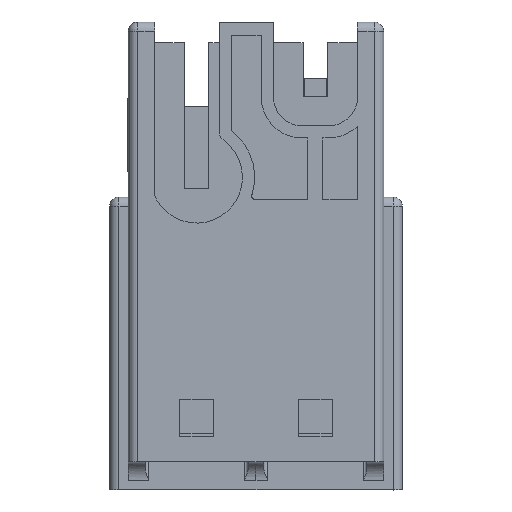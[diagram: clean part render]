
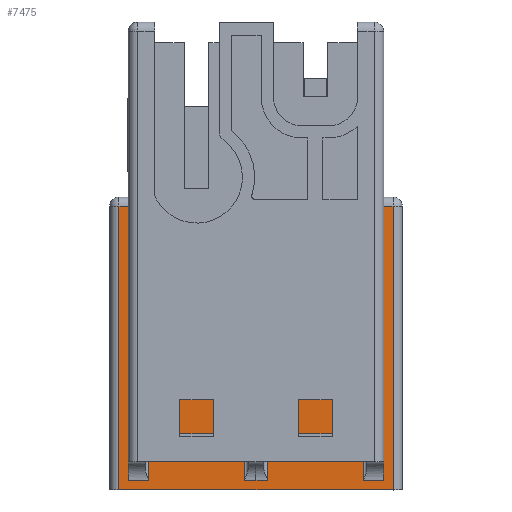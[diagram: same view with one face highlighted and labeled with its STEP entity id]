
A CAD part, top view. The second image highlights one B-rep face of the part: STEP entity #7475.
In plain terms, the highlighted planar face has unit normal (0, 0, 1).
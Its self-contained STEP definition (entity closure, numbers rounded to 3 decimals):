
#7475=ADVANCED_FACE('',(#18786),#18787,.T.);
#8445=VERTEX_POINT('',#20177);
#8449=VERTEX_POINT('',#20182);
#8451=EDGE_CURVE('',#8449,#8445,#20184,.T.);
#8479=VERTEX_POINT('',#20216);
#8481=EDGE_CURVE('',#8479,#8449,#20218,.T.);
#8613=VERTEX_POINT('',#20366);
#8617=VERTEX_POINT('',#20370);
#8619=EDGE_CURVE('',#8617,#8613,#20372,.T.);
#8645=VERTEX_POINT('',#20402);
#8649=VERTEX_POINT('',#20407);
#8651=EDGE_CURVE('',#8645,#8649,#20409,.T.);
#9071=VERTEX_POINT('',#20885);
#9073=EDGE_CURVE('',#9071,#8617,#20887,.T.);
#9169=VERTEX_POINT('',#21001);
#9173=VERTEX_POINT('',#21005);
#9175=EDGE_CURVE('',#9173,#9169,#21007,.T.);
#9179=VERTEX_POINT('',#21012);
#9183=EDGE_CURVE('',#9169,#9179,#21017,.T.);
#9969=VERTEX_POINT('',#21854);
#9973=VERTEX_POINT('',#21858);
#9975=EDGE_CURVE('',#9973,#9969,#21860,.T.);
#10015=VERTEX_POINT('',#21900);
#10019=EDGE_CURVE('',#10015,#9179,#21904,.T.);
#10145=VERTEX_POINT('',#22030);
#10147=EDGE_CURVE('',#10145,#9173,#22032,.T.);
#10295=EDGE_CURVE('',#9071,#10015,#22180,.T.);
#10433=EDGE_CURVE('',#9969,#10145,#22318,.T.);
#10467=EDGE_CURVE('',#9973,#8645,#22352,.T.);
#12025=VERTEX_POINT('',#23910);
#12029=EDGE_CURVE('',#12025,#8445,#23914,.T.);
#12211=EDGE_CURVE('',#12025,#8649,#24096,.T.);
#12649=VERTEX_POINT('',#24534);
#12651=EDGE_CURVE('',#8479,#12649,#24536,.T.);
#12735=EDGE_CURVE('',#12649,#8613,#24620,.T.);
#18786=FACE_OUTER_BOUND('',#33797,.T.);
#18787=PLANE('',#33798);
#20177=CARTESIAN_POINT('',(0.5,0.5,7.3));
#20182=CARTESIAN_POINT('',(1.6,0.5,7.3));
#20184=LINE('',#36567,#36568);
#20216=CARTESIAN_POINT('',(1.6,9.65,7.3));
#20218=LINE('',#36708,#36709);
#20366=CARTESIAN_POINT('',(6.7,0.5,7.3));
#20370=CARTESIAN_POINT('',(7.325,0.5,7.3));
#20372=LINE('',#37011,#37012);
#20402=CARTESIAN_POINT('',(0.,0.,7.3));
#20407=CARTESIAN_POINT('',(0.,15.15,7.3));
#20409=LINE('',#37074,#37075);
#20885=CARTESIAN_POINT('',(7.95,0.5,7.3));
#20887=LINE('',#37908,#37909);
#21001=CARTESIAN_POINT('',(13.05,0.5,7.3));
#21005=CARTESIAN_POINT('',(14.15,0.5,7.3));
#21007=LINE('',#38214,#38215);
#21012=CARTESIAN_POINT('',(13.05,9.65,7.3));
#21017=LINE('',#38228,#38229);
#21854=CARTESIAN_POINT('',(14.65,15.15,7.3));
#21858=CARTESIAN_POINT('',(14.65,0.,7.3));
#21860=LINE('',#39732,#39733);
#21900=CARTESIAN_POINT('',(7.95,9.65,7.3));
#21904=LINE('',#39798,#39799);
#22030=CARTESIAN_POINT('',(14.15,15.15,7.3));
#22032=LINE('',#40002,#40003);
#22180=LINE('',#40310,#40311);
#22318=LINE('',#40560,#40561);
#22352=LINE('',#40618,#40619);
#23910=CARTESIAN_POINT('',(0.5,15.15,7.3));
#23914=LINE('',#43102,#43103);
#24096=LINE('',#43420,#43421);
#24534=CARTESIAN_POINT('',(6.7,9.65,7.3));
#24536=LINE('',#44483,#44484);
#24620=LINE('',#44611,#44612);
#33797=EDGE_LOOP('',(#56063,#56064,#56065,#56066,#56067,#56068,#56069,#56070,#56071,#56072,#56073,#56074,#56075,#56076,#56077,#56078,#56079));
#33798=AXIS2_PLACEMENT_3D('',#56080,#56081,#56082);
#36567=CARTESIAN_POINT('',(1.6,0.5,7.3));
#36568=VECTOR('',#59882,1.0);
#36708=CARTESIAN_POINT('',(1.6,9.65,7.3));
#36709=VECTOR('',#59887,1.0);
#37011=CARTESIAN_POINT('',(7.325,0.5,7.3));
#37012=VECTOR('',#59966,1.0);
#37074=CARTESIAN_POINT('',(0.,0.,7.3));
#37075=VECTOR('',#59982,1.0);
#37908=CARTESIAN_POINT('',(7.95,0.5,7.3));
#37909=VECTOR('',#60232,1.0);
#38214=CARTESIAN_POINT('',(14.15,0.5,7.3));
#38215=VECTOR('',#60294,1.0);
#38228=CARTESIAN_POINT('',(13.05,0.5,7.3));
#38229=VECTOR('',#60301,1.0);
#39732=CARTESIAN_POINT('',(14.65,0.,7.3));
#39733=VECTOR('',#60699,1.0);
#39798=CARTESIAN_POINT('',(7.95,9.65,7.3));
#39799=VECTOR('',#60725,1.0);
#40002=CARTESIAN_POINT('',(14.15,15.15,7.3));
#40003=VECTOR('',#60783,1.0);
#40310=CARTESIAN_POINT('',(7.95,0.5,7.3));
#40311=VECTOR('',#60862,1.0);
#40560=CARTESIAN_POINT('',(14.65,15.15,7.3));
#40561=VECTOR('',#60945,1.0);
#40618=CARTESIAN_POINT('',(7.325,0.,7.3));
#40619=VECTOR('',#60972,1.0);
#43102=CARTESIAN_POINT('',(0.5,15.15,7.3));
#43103=VECTOR('',#61539,1.0);
#43420=CARTESIAN_POINT('',(0.5,15.15,7.3));
#43421=VECTOR('',#61607,1.0);
#44483=CARTESIAN_POINT('',(1.6,9.65,7.3));
#44484=VECTOR('',#61710,1.0);
#44611=CARTESIAN_POINT('',(6.7,9.65,7.3));
#44612=VECTOR('',#61737,1.0);
#56063=ORIENTED_EDGE('',*,*,#12651,.F.);
#56064=ORIENTED_EDGE('',*,*,#8481,.T.);
#56065=ORIENTED_EDGE('',*,*,#8451,.T.);
#56066=ORIENTED_EDGE('',*,*,#12029,.F.);
#56067=ORIENTED_EDGE('',*,*,#12211,.T.);
#56068=ORIENTED_EDGE('',*,*,#8651,.F.);
#56069=ORIENTED_EDGE('',*,*,#10467,.F.);
#56070=ORIENTED_EDGE('',*,*,#9975,.T.);
#56071=ORIENTED_EDGE('',*,*,#10433,.T.);
#56072=ORIENTED_EDGE('',*,*,#10147,.T.);
#56073=ORIENTED_EDGE('',*,*,#9175,.T.);
#56074=ORIENTED_EDGE('',*,*,#9183,.T.);
#56075=ORIENTED_EDGE('',*,*,#10019,.F.);
#56076=ORIENTED_EDGE('',*,*,#10295,.F.);
#56077=ORIENTED_EDGE('',*,*,#9073,.T.);
#56078=ORIENTED_EDGE('',*,*,#8619,.T.);
#56079=ORIENTED_EDGE('',*,*,#12735,.F.);
#56080=CARTESIAN_POINT('',(7.508,15.529,7.3));
#56081=DIRECTION('',(0.,0.,1.0));
#56082=DIRECTION('',(1.0,0.0,0.));
#59882=DIRECTION('',(-1.0,0.,0.));
#59887=DIRECTION('',(0.,-1.0,0.));
#59966=DIRECTION('',(-1.0,0.,0.));
#59982=DIRECTION('',(0.,1.0,0.));
#60232=DIRECTION('',(-1.0,0.,0.));
#60294=DIRECTION('',(-1.0,0.,0.));
#60301=DIRECTION('',(0.,1.0,0.));
#60699=DIRECTION('',(0.,1.0,0.));
#60725=DIRECTION('',(1.0,0.,0.));
#60783=DIRECTION('',(0.,-1.0,0.));
#60862=DIRECTION('',(0.,1.0,0.));
#60945=DIRECTION('',(-1.0,0.,0.));
#60972=DIRECTION('',(-1.0,0.,0.));
#61539=DIRECTION('',(0.,-1.0,0.));
#61607=DIRECTION('',(-1.0,0.,0.));
#61710=DIRECTION('',(1.0,0.,0.));
#61737=DIRECTION('',(0.,-1.0,0.));
